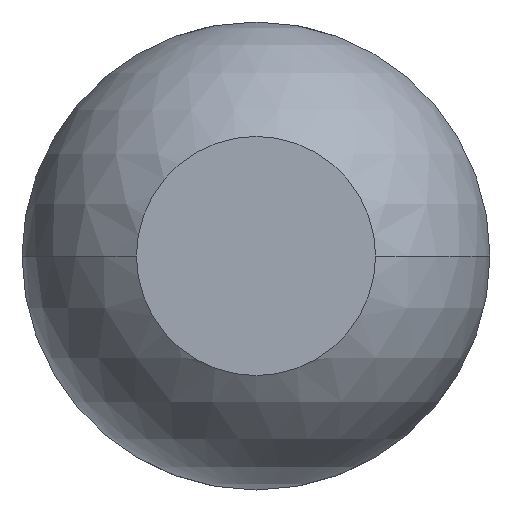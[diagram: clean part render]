
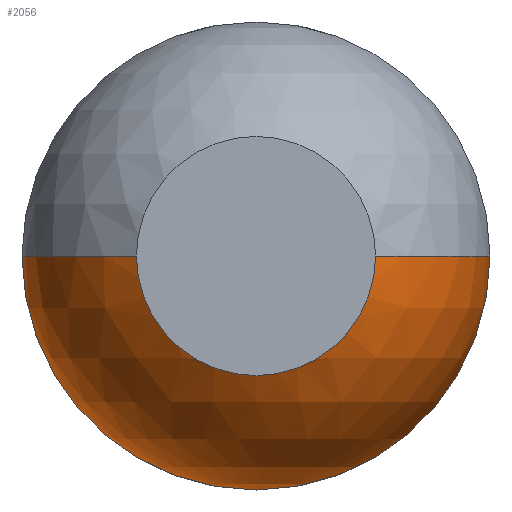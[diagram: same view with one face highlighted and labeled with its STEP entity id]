
A CAD part, front view. The second image highlights one B-rep face of the part: STEP entity #2056.
In plain terms, the highlighted spherical face has radius 0.685 mm.
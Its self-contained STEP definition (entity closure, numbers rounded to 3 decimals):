
#8 = ORIENTED_EDGE ( 'NONE', *, *, #730, .T. ) ;
#113 = AXIS2_PLACEMENT_3D ( 'NONE', #576, #2895, #1916 ) ;
#182 = EDGE_LOOP ( 'NONE', ( #2786, #8, #2795, #2748, #1638, #2066 ) ) ;
#212 = EDGE_CURVE ( 'Defeature ausgef�hrt1_5+Defeature ausgef�hrt1_4+Defeature ausgef�hrt1_4+Defeature ausgef�hrt1_4', #690, #3103, #703, .T. ) ;
#485 = DIRECTION ( 'NONE',  ( 0., 0., 1. ) ) ;
#576 = CARTESIAN_POINT ( 'NONE',  ( 0., -26.411, 0. ) ) ;
#615 = CIRCLE ( 'NONE', #3117, 0.35 ) ;
#618 = AXIS2_PLACEMENT_3D ( 'NONE', #2934, #3906, #4235 ) ;
#620 = VERTEX_POINT ( 'NONE', #1173 ) ;
#690 = VERTEX_POINT ( 'NONE', #2861 ) ;
#703 = CIRCLE ( 'NONE', #113, 0.685 ) ;
#730 = EDGE_CURVE ( 'NONE', #865, #3103, #1794, .T. ) ;
#764 = CARTESIAN_POINT ( 'NONE',  ( 0., -27., 0. ) ) ;
#823 = AXIS2_PLACEMENT_3D ( 'NONE', #1271, #2001, #2996 ) ;
#865 = VERTEX_POINT ( 'NONE', #3894 ) ;
#1173 = CARTESIAN_POINT ( 'NONE',  ( 0., -27., -0.35 ) ) ;
#1245 = AXIS2_PLACEMENT_3D ( 'NONE', #3119, #485, #2460 ) ;
#1271 = CARTESIAN_POINT ( 'NONE',  ( 0., -27., 0. ) ) ;
#1322 = EDGE_CURVE ( 'Defeature ausgef�hrt1_11+Defeature ausgef�hrt1_4+Defeature ausgef�hrt1_4+Defeature ausgef�hrt1_4', #620, #3511, #1658, .T. ) ;
#1385 = AXIS2_PLACEMENT_3D ( 'NONE', #3734, #2087, #2726 ) ;
#1492 = AXIS2_PLACEMENT_3D ( 'NONE', #4084, #2528, #1824 ) ;
#1518 = CARTESIAN_POINT ( 'NONE',  ( 0.35, -27., 0. ) ) ;
#1638 = ORIENTED_EDGE ( 'NONE', *, *, #3546, .F. ) ;
#1658 = CIRCLE ( 'NONE', #823, 0.35 ) ;
#1794 = CIRCLE ( 'NONE', #618, 0.685 ) ;
#1824 = DIRECTION ( 'NONE',  ( 1., 0., 0. ) ) ;
#1916 = DIRECTION ( 'NONE',  ( 0., 0., 1. ) ) ;
#2001 = DIRECTION ( 'NONE',  ( 0., -1., 0. ) ) ;
#2056 = ADVANCED_FACE ( 'Defeature ausgef�hrt1_4', ( #2699 ), #3899, .T. ) ;
#2066 = ORIENTED_EDGE ( 'NONE', *, *, #1322, .F. ) ;
#2087 = DIRECTION ( 'NONE',  ( 0., 1., 0. ) ) ;
#2236 = CARTESIAN_POINT ( 'NONE',  ( -0.685, -26.411, 0. ) ) ;
#2460 = DIRECTION ( 'NONE',  ( 1., 0., 0. ) ) ;
#2528 = DIRECTION ( 'NONE',  ( 0., 0., -1. ) ) ;
#2699 = FACE_OUTER_BOUND ( 'NONE', #182, .T. ) ;
#2726 = DIRECTION ( 'NONE',  ( 0., 0., 1. ) ) ;
#2748 = ORIENTED_EDGE ( 'NONE', *, *, #3172, .F. ) ;
#2786 = ORIENTED_EDGE ( 'NONE', *, *, #3337, .F. ) ;
#2795 = ORIENTED_EDGE ( 'NONE', *, *, #212, .F. ) ;
#2861 = CARTESIAN_POINT ( 'NONE',  ( 0., -26.411, -0.685 ) ) ;
#2895 = DIRECTION ( 'NONE',  ( 0., 1., 0. ) ) ;
#2934 = CARTESIAN_POINT ( 'NONE',  ( 0., -26.411, 0. ) ) ;
#2996 = DIRECTION ( 'NONE',  ( 0., 0., -1. ) ) ;
#3088 = DIRECTION ( 'NONE',  ( 0., -1., 0. ) ) ;
#3103 = VERTEX_POINT ( 'NONE', #2236 ) ;
#3117 = AXIS2_PLACEMENT_3D ( 'NONE', #764, #3088, #3694 ) ;
#3119 = CARTESIAN_POINT ( 'NONE',  ( 0., -26.411, 0. ) ) ;
#3172 = EDGE_CURVE ( 'Defeature ausgef�hrt1_5+Defeature ausgef�hrt1_4+Defeature ausgef�hrt1_4+Defeature ausgef�hrt1_4', #3892, #690, #4250, .T. ) ;
#3337 = EDGE_CURVE ( 'Defeature ausgef�hrt1_11+Defeature ausgef�hrt1_4+Defeature ausgef�hrt1_4+Defeature ausgef�hrt1_4', #865, #620, #615, .T. ) ;
#3511 = VERTEX_POINT ( 'NONE', #1518 ) ;
#3546 = EDGE_CURVE ( 'NONE', #3511, #3892, #4258, .T. ) ;
#3694 = DIRECTION ( 'NONE',  ( 0., 0., -1. ) ) ;
#3734 = CARTESIAN_POINT ( 'NONE',  ( 0., -26.411, 0. ) ) ;
#3892 = VERTEX_POINT ( 'NONE', #3992 ) ;
#3894 = CARTESIAN_POINT ( 'NONE',  ( -0.35, -27., 0. ) ) ;
#3899 = SPHERICAL_SURFACE ( 'NONE', #1492, 0.685 ) ;
#3906 = DIRECTION ( 'NONE',  ( 0., 0., -1. ) ) ;
#3992 = CARTESIAN_POINT ( 'NONE',  ( 0.685, -26.411, 0. ) ) ;
#4084 = CARTESIAN_POINT ( 'NONE',  ( 0., -26.411, 0. ) ) ;
#4235 = DIRECTION ( 'NONE',  ( -1., 0., 0. ) ) ;
#4250 = CIRCLE ( 'NONE', #1385, 0.685 ) ;
#4258 = CIRCLE ( 'NONE', #1245, 0.685 ) ;
